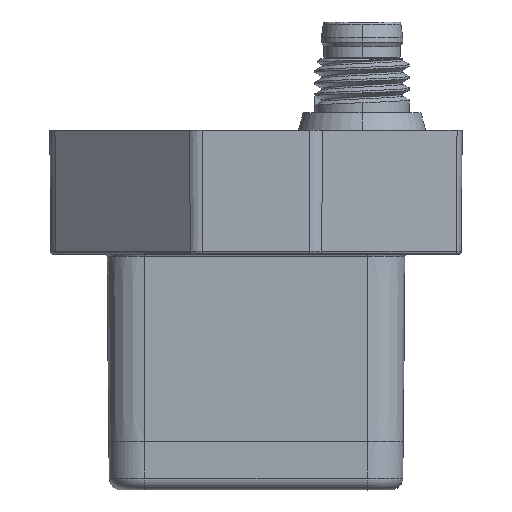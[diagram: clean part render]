
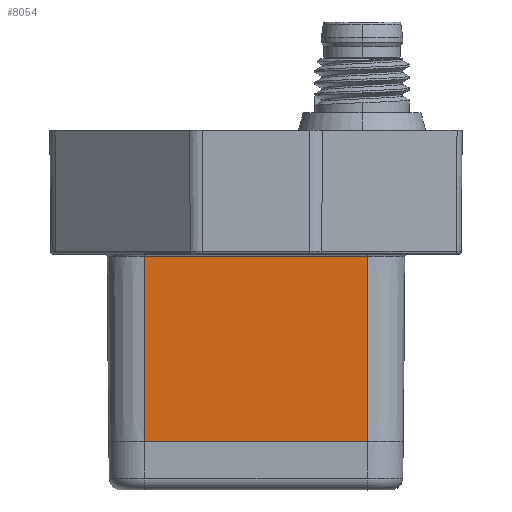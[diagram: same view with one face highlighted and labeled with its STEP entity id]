
A CAD part, top view. The second image highlights one B-rep face of the part: STEP entity #8054.
In plain terms, the highlighted planar face has unit normal (0, -0.009, 1).
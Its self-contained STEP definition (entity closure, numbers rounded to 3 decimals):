
#53 = ORIENTED_EDGE ( 'NONE', *, *, #24484, .T. ) ;
#100 = CARTESIAN_POINT ( 'NONE',  ( 9.465, 1.281, 7.659 ) ) ;
#588 = CARTESIAN_POINT ( 'NONE',  ( 9.465, -3.136, 7.621 ) ) ;
#679 = DIRECTION ( 'NONE',  ( 0., -1., -0.009 ) ) ;
#1066 = VERTEX_POINT ( 'NONE', #5892 ) ;
#2492 = CARTESIAN_POINT ( 'NONE',  ( 9.465, -11.15, 7.55 ) ) ;
#2906 = FACE_OUTER_BOUND ( 'NONE', #17406, .T. ) ;
#3854 = AXIS2_PLACEMENT_3D ( 'NONE', #8738, #22565, #11021 ) ;
#3873 = CARTESIAN_POINT ( 'NONE',  ( 9.465, -3.256, 7.62 ) ) ;
#4800 = ORIENTED_EDGE ( 'NONE', *, *, #23833, .T. ) ;
#5130 = ORIENTED_EDGE ( 'NONE', *, *, #24331, .F. ) ;
#5892 = CARTESIAN_POINT ( 'NONE',  ( -9.465, -11.15, 7.55 ) ) ;
#6177 = CARTESIAN_POINT ( 'NONE',  ( 9.465, 3.243, 7.676 ) ) ;
#6970 = CARTESIAN_POINT ( 'NONE',  ( -9.465, 4.552, 7.688 ) ) ;
#7032 = B_SPLINE_CURVE_WITH_KNOTS ( 'NONE', 3,
 ( #21279, #6177, #100, #13784, #21541, #11874, #19891, #588, #13904, #3873, #9731, #15558, #2492 ),
 .UNSPECIFIED., .F., .F.,
 ( 4, 1, 1, 1, 1, 1, 2, 2, 4 ),
 ( 0., 0.25, 0.375, 0.437, 0.469, 0.484, 0.492, 0.5, 1. ),
 .UNSPECIFIED. ) ;
#7661 = CARTESIAN_POINT ( 'NONE',  ( 9.465, -11.15, 7.55 ) ) ;
#8054 = ADVANCED_FACE ( 'NONE', ( #2906 ), #22315, .T. ) ;
#8281 = CARTESIAN_POINT ( 'NONE',  ( -9.465, -15.25, 7.515 ) ) ;
#8738 = CARTESIAN_POINT ( 'NONE',  ( 9.465, -15.25, 7.515 ) ) ;
#8920 = VERTEX_POINT ( 'NONE', #6970 ) ;
#9109 = B_SPLINE_CURVE_WITH_KNOTS ( 'NONE', 3,
 ( #19189, #21349, #19316, #7661 ),
 .UNSPECIFIED., .F., .F.,
 ( 4, 4 ),
 ( 0., 1. ),
 .UNSPECIFIED. ) ;
#9439 = EDGE_CURVE ( 'NONE', #1066, #19567, #9109, .T. ) ;
#9447 = LINE ( 'NONE', #18985, #14327 ) ;
#9731 = CARTESIAN_POINT ( 'NONE',  ( 9.465, -6.032, 7.595 ) ) ;
#9861 = CARTESIAN_POINT ( 'NONE',  ( 9.465, 4.552, 7.688 ) ) ;
#10227 = CARTESIAN_POINT ( 'NONE',  ( 9.465, -11.15, 7.55 ) ) ;
#11021 = DIRECTION ( 'NONE',  ( 0., -1., -0.009 ) ) ;
#11874 = CARTESIAN_POINT ( 'NONE',  ( 9.465, -2.727, 7.624 ) ) ;
#13784 = CARTESIAN_POINT ( 'NONE',  ( 9.465, -1.009, 7.639 ) ) ;
#13904 = CARTESIAN_POINT ( 'NONE',  ( 9.465, -3.217, 7.62 ) ) ;
#14327 = VECTOR ( 'NONE', #17081, 1000. ) ;
#15558 = CARTESIAN_POINT ( 'NONE',  ( 9.465, -8.649, 7.573 ) ) ;
#16169 = LINE ( 'NONE', #8281, #20643 ) ;
#17081 = DIRECTION ( 'NONE',  ( -1., 0., 0. ) ) ;
#17406 = EDGE_LOOP ( 'NONE', ( #5130, #53, #4800, #17481 ) ) ;
#17481 = ORIENTED_EDGE ( 'NONE', *, *, #9439, .T. ) ;
#18985 = CARTESIAN_POINT ( 'NONE',  ( 9.554, 4.552, 7.688 ) ) ;
#19189 = CARTESIAN_POINT ( 'NONE',  ( -9.465, -11.15, 7.55 ) ) ;
#19316 = CARTESIAN_POINT ( 'NONE',  ( 3.155, -11.15, 7.551 ) ) ;
#19567 = VERTEX_POINT ( 'NONE', #10227 ) ;
#19891 = CARTESIAN_POINT ( 'NONE',  ( 9.465, -3.013, 7.622 ) ) ;
#20643 = VECTOR ( 'NONE', #679, 1000. ) ;
#21279 = CARTESIAN_POINT ( 'NONE',  ( 9.465, 4.552, 7.688 ) ) ;
#21349 = CARTESIAN_POINT ( 'NONE',  ( -3.155, -11.15, 7.551 ) ) ;
#21541 = CARTESIAN_POINT ( 'NONE',  ( 9.465, -2.154, 7.629 ) ) ;
#22315 = PLANE ( 'NONE',  #3854 ) ;
#22565 = DIRECTION ( 'NONE',  ( 0., -0.009, 1. ) ) ;
#23550 = VERTEX_POINT ( 'NONE', #9861 ) ;
#23833 = EDGE_CURVE ( 'NONE', #8920, #1066, #16169, .T. ) ;
#24331 = EDGE_CURVE ( 'NONE', #23550, #19567, #7032, .T. ) ;
#24484 = EDGE_CURVE ( 'NONE', #23550, #8920, #9447, .T. ) ;
